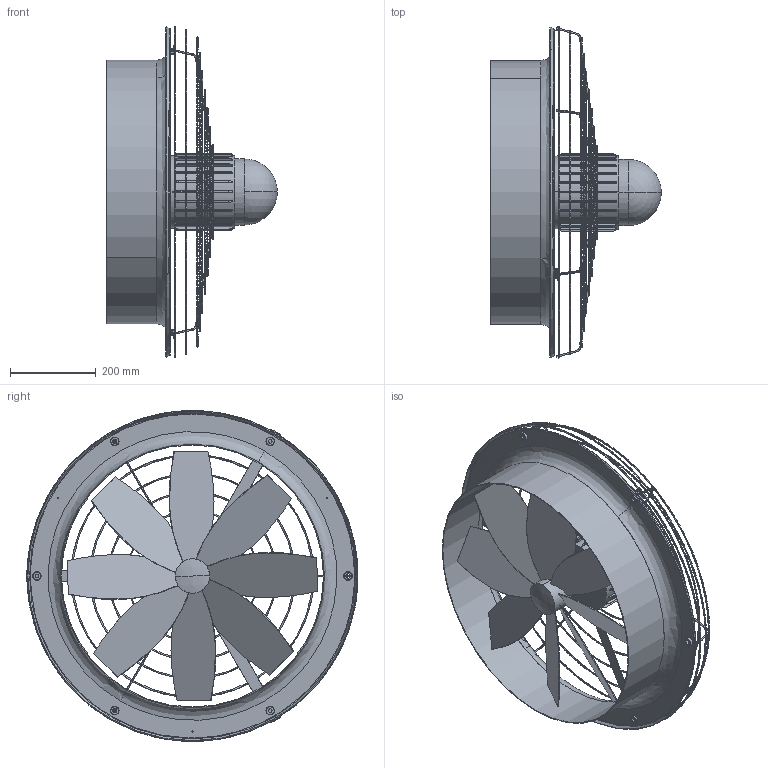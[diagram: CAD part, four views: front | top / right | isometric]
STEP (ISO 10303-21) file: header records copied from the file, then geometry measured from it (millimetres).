
FILE_DESCRIPTION (( 'STEP AP214' ), '1' );
FILE_NAME ('0094-0033.STEP', '2015-02-08T17:19:42', ( '' ), ( '' ), 'SwSTEP 2.0', 'SolidWorks 2013', '' );
FILE_SCHEMA (( 'AUTOMOTIVE_DESIGN' ));
Length unit declared in the file: millimetre
Products named in the file (1): 0094-0033
Bounding box: 397.19 x 772.7 x 770.4 mm (x, y, z)
Volume: 6722079.6 mm3; surface area: 1747747.5 mm2
Topology: 1 solids, 79 shells, 805 faces, 1934 edges, 1246 vertices
Faces by surface type: plane 289, bspline 240, cylinder 204, torus 48, cone 18, sphere 6
Entity records: 40057 total; most frequent: CARTESIAN_POINT 14208, ORIENTED_EDGE 3860, DIRECTION 2857, EDGE_CURVE 1930, VERTEX_POINT 1246, AXIS2_PLACEMENT_3D 1170, EDGE_LOOP 894, UNCERTAINTY_MEASURE_WITH_UNIT 808
